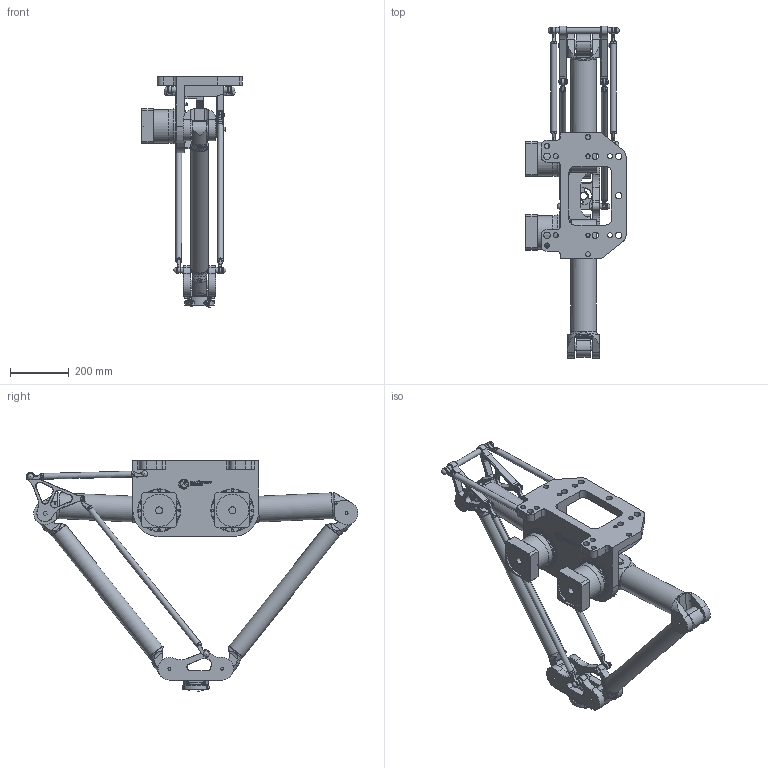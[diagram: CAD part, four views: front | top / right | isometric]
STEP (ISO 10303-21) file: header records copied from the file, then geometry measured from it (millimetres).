
FILE_DESCRIPTION(/* description */ (''),/* implementation_level */ '2;1');
FILE_NAME(/* name */ '3D-model_A_00911-ATS.stp',/* time_stamp */ '2022-03-04T15:46:25+01:00',/* author */ ('michael.schutter'),/* organization */ ('Majatronic'),/* preprocessor_version */ 'ST-DEVELOPER v16.5',/* originating_system */ 'Autodesk Inventor 2017',/* authorisation */ '');
FILE_SCHEMA (('AUTOMOTIVE_DESIGN { 1 0 10303 214 3 1 1 }'));
Length unit declared in the file: millimetre
Products named in the file (13): A_00911-ATS_DUMMY; MT_WST00065198MT_WST; MT_WST00055121MT_WST; MT_WST00065780MT_WST; MT_WST00065781MT_WST; MT_WST00065790MT_WST; MT_WST00060925MT_WST; MT_WST00065782MT_WST; MT_WST00065791MT_WST; MT_BGR00022066MT_BGR; MT_WST00069790MT_WST; MT_WST00068450MT_WST; MT_WST00068449MT_WST
Assembly tree (18 placements, depth 3):
  A_00911-ATS_DUMMY
    MT_WST00065198MT_WST
    MT_WST00055121MT_WST  x2
    MT_WST00065780MT_WST
    MT_WST00065781MT_WST
    MT_WST00065790MT_WST  x2
    MT_WST00060925MT_WST
    MT_WST00065791MT_WST  x2
    MT_WST00065782MT_WST  x2
    MT_BGR00022066MT_BGR
      MT_WST00069790MT_WST
      MT_WST00068450MT_WST  x2
      MT_WST00068449MT_WST  x2
Bounding box: 342 x 1133.71 x 788.5 mm (x, y, z)
Volume: 20450957 mm3; surface area: 1774251.9 mm2
Topology: 20 solids, 23 shells, 2286 faces, 5331 edges, 3395 vertices
Faces by surface type: plane 1067, cylinder 741, cone 327, torus 105, bspline 40, sphere 6
Full cylindrical faces by diameter (mm): 4 x12, 4.134 x32, 4.917 x12, 5 x32, 6 x3, 6.5 x4, 6.647 x2, 8 x2, 8.2 x24, 8.5 x32, 8.566 x4, 9 x4, 10 x38, 10.1 x2, 10.106 x1, 10.4 x2, 11 x8, 12 x7, 13 x24, 15 x8, 17.294 x8, 18 x16, 19.98 x8, 20 x26, 22 x7, 24 x2, 25 x3, 32 x8, 40 x2, 58 x2
Entity records: 55912 total; most frequent: CARTESIAN_POINT 14360, DIRECTION 8673, ORIENTED_EDGE 7590, EDGE_CURVE 3794, AXIS2_PLACEMENT_3D 3296, VERTEX_POINT 2633, EDGE_LOOP 2493, LINE 2081
